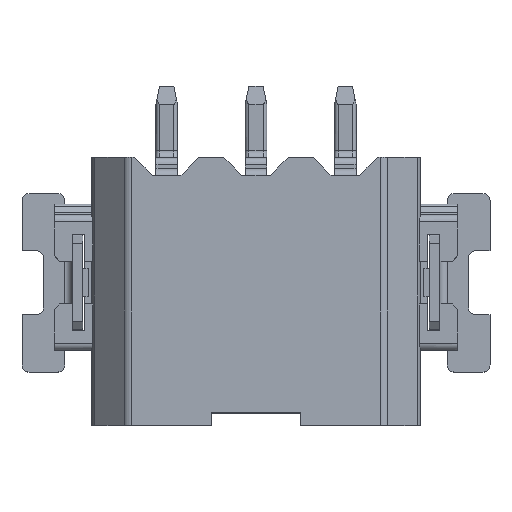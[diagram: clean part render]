
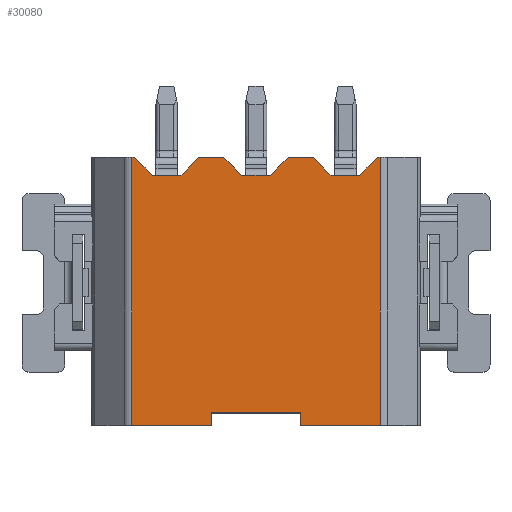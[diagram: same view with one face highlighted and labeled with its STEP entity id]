
A CAD part, top view. The second image highlights one B-rep face of the part: STEP entity #30080.
In plain terms, the highlighted face is planar.
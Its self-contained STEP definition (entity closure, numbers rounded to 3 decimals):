
#1080=CARTESIAN_POINT('',(4.461,-12.222,0.65));
#1090=VERTEX_POINT('',#1080);
#1120=CARTESIAN_POINT('',(4.461,-12.222,7.5));
#1130=DIRECTION('',(0.,0.,-1.));
#1140=VECTOR('',#1130,1.);
#1150=LINE('',#1120,#1140);
#1160=CARTESIAN_POINT('',(4.461,-12.222,0.574));
#1170=VERTEX_POINT('',#1160);
#1180=EDGE_CURVE('',#1090,#1170,#1150,.T.);
#7730=CARTESIAN_POINT('',(-5.978,-12.222,0.574));
#7740=DIRECTION('',(1.,0.,0.));
#7750=VECTOR('',#7740,1.);
#7760=LINE('',#7730,#7750);
#7770=CARTESIAN_POINT('',(-3.039,-12.222,0.574));
#7780=VERTEX_POINT('',#7770);
#7790=EDGE_CURVE('',#7780,#1170,#7760,.T.);
#28570=CARTESIAN_POINT('',(0.461,-12.222,4.05));
#28580=DIRECTION('',(0.,1.,-0.));
#28590=DIRECTION('',(-1.,0.,0.));
#28600=AXIS2_PLACEMENT_3D('',#28570,#28580,#28590);
#28610=PLANE('',#28600);
#28620=CARTESIAN_POINT('',(-5.978,-12.222,2.8));
#28630=DIRECTION('',(-1.,0.,0.));
#28640=VECTOR('',#28630,1.);
#28650=LINE('',#28620,#28640);
#28660=CARTESIAN_POINT('',(-2.689,-12.222,2.8));
#28670=VERTEX_POINT('',#28660);
#28680=CARTESIAN_POINT('',(-3.039,-12.222,2.8));
#28690=VERTEX_POINT('',#28680);
#28700=EDGE_CURVE('',#28670,#28690,#28650,.T.);
#28710=ORIENTED_EDGE('',*,*,#28700,.F.);
#28720=CARTESIAN_POINT('',(-3.039,-12.222,7.5));
#28730=DIRECTION('',(0.,0.,-1.));
#28740=VECTOR('',#28730,1.);
#28750=LINE('',#28720,#28740);
#28760=EDGE_CURVE('',#28690,#7780,#28750,.T.);
#28770=ORIENTED_EDGE('',*,*,#28760,.F.);
#28780=ORIENTED_EDGE('',*,*,#7790,.F.);
#28790=ORIENTED_EDGE('',*,*,#1180,.T.);
#28800=CARTESIAN_POINT('',(-3.039,-12.222,8.15));
#28810=DIRECTION('',(-0.707,0.,0.707));
#28820=VECTOR('',#28810,1.);
#28830=LINE('',#28800,#28820);
#28840=CARTESIAN_POINT('',(3.961,-12.222,1.15));
#28850=VERTEX_POINT('',#28840);
#28860=EDGE_CURVE('',#1090,#28850,#28830,.T.);
#28870=ORIENTED_EDGE('',*,*,#28860,.F.);
#28880=CARTESIAN_POINT('',(3.961,-12.222,0.466));
#28890=DIRECTION('',(0.,0.,1.));
#28900=VECTOR('',#28890,1.);
#28910=LINE('',#28880,#28900);
#28920=CARTESIAN_POINT('',(3.961,-12.222,1.95));
#28930=VERTEX_POINT('',#28920);
#28940=EDGE_CURVE('',#28850,#28930,#28910,.T.);
#28950=ORIENTED_EDGE('',*,*,#28940,.F.);
#28960=CARTESIAN_POINT('',(-3.039,-12.222,-5.05));
#28970=DIRECTION('',(0.707,0.,0.707));
#28980=VECTOR('',#28970,1.);
#28990=LINE('',#28960,#28980);
#29000=CARTESIAN_POINT('',(4.461,-12.222,2.45));
#29010=VERTEX_POINT('',#29000);
#29020=EDGE_CURVE('',#28930,#29010,#28990,.T.);
#29030=ORIENTED_EDGE('',*,*,#29020,.F.);
#29040=CARTESIAN_POINT('',(4.461,-12.222,0.466));
#29050=DIRECTION('',(0.,0.,-1.));
#29060=VECTOR('',#29050,1.);
#29070=LINE('',#29040,#29060);
#29080=CARTESIAN_POINT('',(4.461,-12.222,3.15));
#29090=VERTEX_POINT('',#29080);
#29100=EDGE_CURVE('',#29090,#29010,#29070,.T.);
#29110=ORIENTED_EDGE('',*,*,#29100,.T.);
#29120=CARTESIAN_POINT('',(-3.039,-12.222,10.65));
#29130=DIRECTION('',(-0.707,0.,0.707));
#29140=VECTOR('',#29130,1.);
#29150=LINE('',#29120,#29140);
#29160=CARTESIAN_POINT('',(3.961,-12.222,3.65));
#29170=VERTEX_POINT('',#29160);
#29180=EDGE_CURVE('',#29090,#29170,#29150,.T.);
#29190=ORIENTED_EDGE('',*,*,#29180,.F.);
#29200=CARTESIAN_POINT('',(3.961,-12.222,2.966));
#29210=DIRECTION('',(0.,0.,1.));
#29220=VECTOR('',#29210,1.);
#29230=LINE('',#29200,#29220);
#29240=CARTESIAN_POINT('',(3.961,-12.222,4.45));
#29250=VERTEX_POINT('',#29240);
#29260=EDGE_CURVE('',#29170,#29250,#29230,.T.);
#29270=ORIENTED_EDGE('',*,*,#29260,.F.);
#29280=CARTESIAN_POINT('',(-3.039,-12.222,-2.55));
#29290=DIRECTION('',(0.707,0.,0.707));
#29300=VECTOR('',#29290,1.);
#29310=LINE('',#29280,#29300);
#29320=CARTESIAN_POINT('',(4.461,-12.222,4.95));
#29330=VERTEX_POINT('',#29320);
#29340=EDGE_CURVE('',#29250,#29330,#29310,.T.);
#29350=ORIENTED_EDGE('',*,*,#29340,.F.);
#29360=CARTESIAN_POINT('',(4.461,-12.222,2.966));
#29370=DIRECTION('',(0.,0.,-1.));
#29380=VECTOR('',#29370,1.);
#29390=LINE('',#29360,#29380);
#29400=CARTESIAN_POINT('',(4.461,-12.222,5.65));
#29410=VERTEX_POINT('',#29400);
#29420=EDGE_CURVE('',#29410,#29330,#29390,.T.);
#29430=ORIENTED_EDGE('',*,*,#29420,.T.);
#29440=CARTESIAN_POINT('',(-3.039,-12.222,13.15));
#29450=DIRECTION('',(-0.707,0.,0.707));
#29460=VECTOR('',#29450,1.);
#29470=LINE('',#29440,#29460);
#29480=CARTESIAN_POINT('',(3.961,-12.222,6.15));
#29490=VERTEX_POINT('',#29480);
#29500=EDGE_CURVE('',#29410,#29490,#29470,.T.);
#29510=ORIENTED_EDGE('',*,*,#29500,.F.);
#29520=CARTESIAN_POINT('',(3.961,-12.222,0.466));
#29530=DIRECTION('',(0.,0.,1.));
#29540=VECTOR('',#29530,1.);
#29550=LINE('',#29520,#29540);
#29560=CARTESIAN_POINT('',(3.961,-12.222,6.95));
#29570=VERTEX_POINT('',#29560);
#29580=EDGE_CURVE('',#29490,#29570,#29550,.T.);
#29590=ORIENTED_EDGE('',*,*,#29580,.F.);
#29600=CARTESIAN_POINT('',(-3.039,-12.222,-0.05));
#29610=DIRECTION('',(0.707,0.,0.707));
#29620=VECTOR('',#29610,1.);
#29630=LINE('',#29600,#29620);
#29640=CARTESIAN_POINT('',(4.461,-12.222,7.45));
#29650=VERTEX_POINT('',#29640);
#29660=EDGE_CURVE('',#29570,#29650,#29630,.T.);
#29670=ORIENTED_EDGE('',*,*,#29660,.F.);
#29680=CARTESIAN_POINT('',(4.461,-12.222,7.5));
#29690=DIRECTION('',(0.,0.,-1.));
#29700=VECTOR('',#29690,1.);
#29710=LINE('',#29680,#29700);
#29720=CARTESIAN_POINT('',(4.461,-12.222,7.526));
#29730=VERTEX_POINT('',#29720);
#29740=EDGE_CURVE('',#29730,#29650,#29710,.T.);
#29750=ORIENTED_EDGE('',*,*,#29740,.T.);
#29760=CARTESIAN_POINT('',(-5.978,-12.222,7.526));
#29770=DIRECTION('',(1.,0.,0.));
#29780=VECTOR('',#29770,1.);
#29790=LINE('',#29760,#29780);
#29800=CARTESIAN_POINT('',(-3.039,-12.222,7.526));
#29810=VERTEX_POINT('',#29800);
#29820=EDGE_CURVE('',#29810,#29730,#29790,.T.);
#29830=ORIENTED_EDGE('',*,*,#29820,.T.);
#29840=CARTESIAN_POINT('',(-3.039,-12.222,7.5));
#29850=DIRECTION('',(0.,0.,-1.));
#29860=VECTOR('',#29850,1.);
#29870=LINE('',#29840,#29860);
#29880=CARTESIAN_POINT('',(-3.039,-12.222,5.3));
#29890=VERTEX_POINT('',#29880);
#29900=EDGE_CURVE('',#29810,#29890,#29870,.T.);
#29910=ORIENTED_EDGE('',*,*,#29900,.F.);
#29920=CARTESIAN_POINT('',(-5.978,-12.222,5.3));
#29930=DIRECTION('',(-1.,0.,0.));
#29940=VECTOR('',#29930,1.);
#29950=LINE('',#29920,#29940);
#29960=CARTESIAN_POINT('',(-2.689,-12.222,5.3));
#29970=VERTEX_POINT('',#29960);
#29980=EDGE_CURVE('',#29970,#29890,#29950,.T.);
#29990=ORIENTED_EDGE('',*,*,#29980,.T.);
#30000=CARTESIAN_POINT('',(-2.689,-12.222,10.));
#30010=DIRECTION('',(0.,0.,-1.));
#30020=VECTOR('',#30010,1.);
#30030=LINE('',#30000,#30020);
#30040=EDGE_CURVE('',#29970,#28670,#30030,.T.);
#30050=ORIENTED_EDGE('',*,*,#30040,.F.);
#30060=EDGE_LOOP('',(#30050,#29990,#29910,#29830,#29750,#29670,#29590,
#29510,#29430,#29350,#29270,#29190,#29110,#29030,#28950,#28870,#28790,
#28780,#28770,#28710));
#30070=FACE_OUTER_BOUND('',#30060,.T.);
#30080=ADVANCED_FACE('',(#30070),#28610,.T.);
